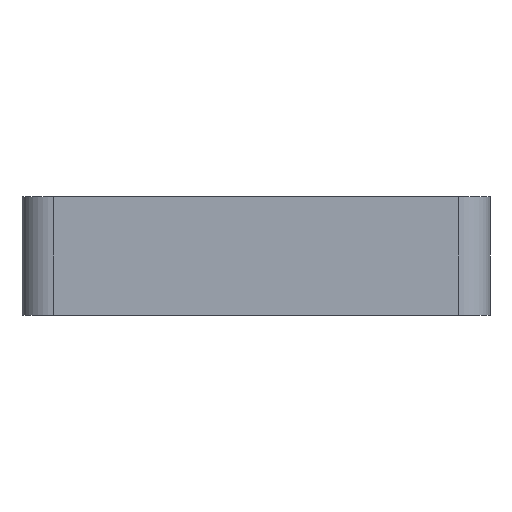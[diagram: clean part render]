
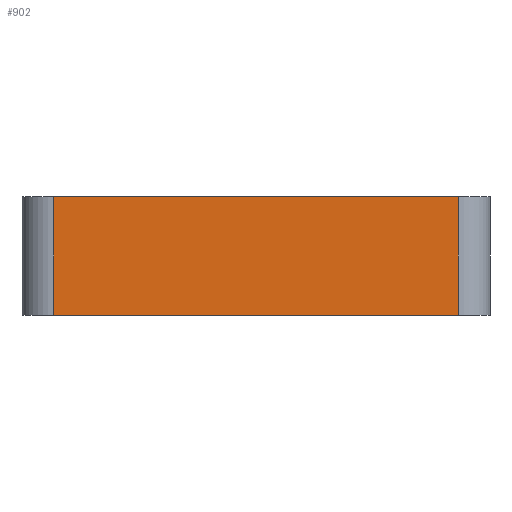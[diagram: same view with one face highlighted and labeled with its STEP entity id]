
A CAD part, left-side view. The second image highlights one B-rep face of the part: STEP entity #902.
In plain terms, the highlighted planar face has unit normal (-1, 0, 0).
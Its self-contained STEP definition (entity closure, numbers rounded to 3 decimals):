
#51=PLANE('',#991);
#97=FACE_OUTER_BOUND('',#151,.T.);
#151=EDGE_LOOP('',(#784,#785,#786,#787));
#236=LINE('',#1457,#334);
#238=LINE('',#1463,#336);
#242=LINE('',#1477,#340);
#243=LINE('',#1478,#341);
#334=VECTOR('',#1194,10.);
#336=VECTOR('',#1200,10.);
#340=VECTOR('',#1212,10.);
#341=VECTOR('',#1213,10.);
#451=VERTEX_POINT('',#1454);
#452=VERTEX_POINT('',#1456);
#454=VERTEX_POINT('',#1462);
#460=VERTEX_POINT('',#1476);
#565=EDGE_CURVE('',#451,#452,#236,.T.);
#568=EDGE_CURVE('',#452,#454,#238,.T.);
#575=EDGE_CURVE('',#460,#451,#242,.T.);
#576=EDGE_CURVE('',#454,#460,#243,.T.);
#784=ORIENTED_EDGE('',*,*,#565,.F.);
#785=ORIENTED_EDGE('',*,*,#575,.F.);
#786=ORIENTED_EDGE('',*,*,#576,.F.);
#787=ORIENTED_EDGE('',*,*,#568,.F.);
#902=ADVANCED_FACE('',(#97),#51,.T.);
#991=AXIS2_PLACEMENT_3D('',#1475,#1210,#1211);
#1194=DIRECTION('',(0.,0.,1.));
#1200=DIRECTION('',(0.,-1.,0.));
#1210=DIRECTION('center_axis',(-1.,0.,0.));
#1211=DIRECTION('ref_axis',(0.,1.,0.));
#1212=DIRECTION('',(0.,1.,0.));
#1213=DIRECTION('',(0.,0.,-1.));
#1454=CARTESIAN_POINT('',(-271.08,126.62,-12.));
#1456=CARTESIAN_POINT('',(-271.08,126.62,62.));
#1457=CARTESIAN_POINT('',(-271.08,126.62,0.));
#1462=CARTESIAN_POINT('',(-271.08,-126.62,62.));
#1463=CARTESIAN_POINT('',(-271.08,146.62,62.));
#1475=CARTESIAN_POINT('Origin',(-271.08,-146.62,0.));
#1476=CARTESIAN_POINT('',(-271.08,-126.62,-12.));
#1477=CARTESIAN_POINT('',(-271.08,146.62,-12.));
#1478=CARTESIAN_POINT('',(-271.08,-126.62,0.));
